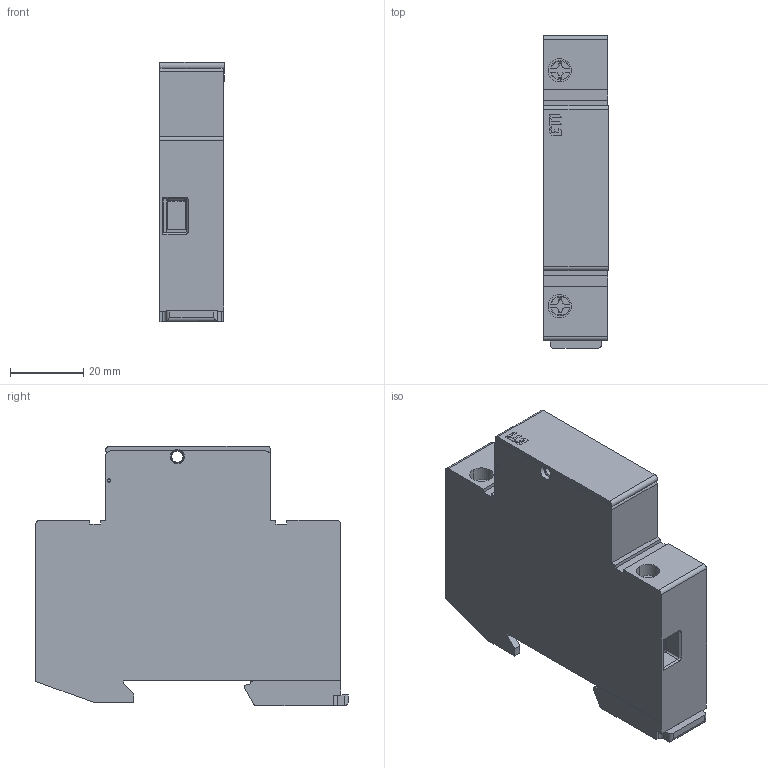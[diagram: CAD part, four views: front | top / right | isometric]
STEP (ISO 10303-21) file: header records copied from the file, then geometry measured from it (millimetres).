
FILE_DESCRIPTION((''),'2;1');
FILE_NAME('PCF10_1P','2017-09-20T',('matic.bajda'),('Audax d.o.o.'),'CREO PARAMETRIC BY PTC INC, 2016260','CREO PARAMETRIC BY PTC INC, 2016260','');
FILE_SCHEMA(('AUTOMOTIVE_DESIGN { 1 0 10303 214 1 1 1 1 }'));
Length unit declared in the file: millimetre
Products named in the file (1): PCF10_1P
Bounding box: 17.75 x 85.31 x 70.8 mm (x, y, z)
Volume: 80830.6 mm3; surface area: 17516.5 mm2
Topology: 1 solids, 1 shells, 572 faces, 1541 edges, 1012 vertices
Faces by surface type: plane 404, cylinder 86, bspline 68, cone 12, torus 2
Entity records: 27276 total; most frequent: CARTESIAN_POINT 8216, ORIENTED_EDGE 3082, DIRECTION 2617, PRESENTATION_STYLE_ASSIGNMENT 1545, STYLED_ITEM 1542, CURVE_STYLE 1541, EDGE_CURVE 1541, VECTOR 1225
